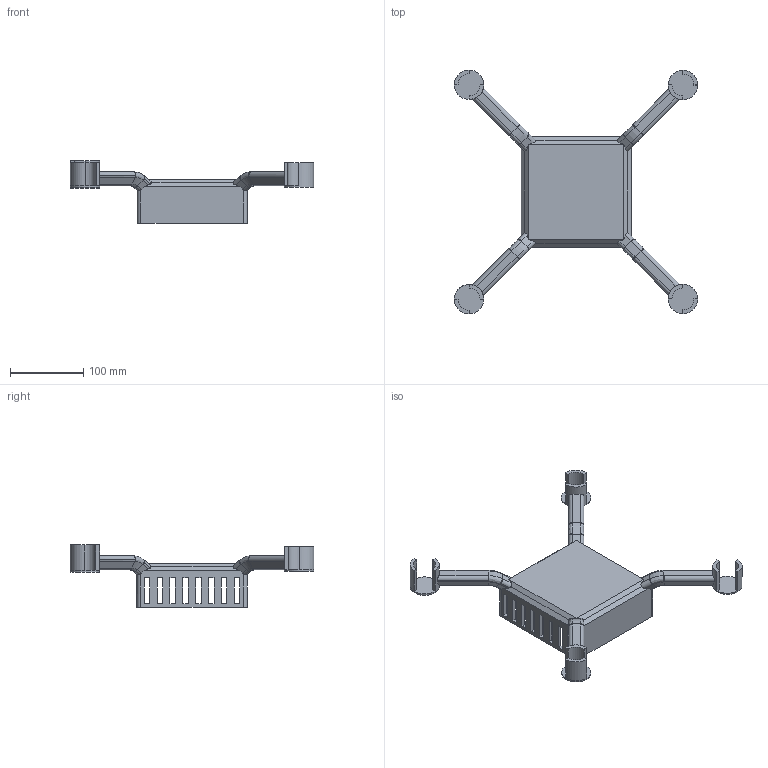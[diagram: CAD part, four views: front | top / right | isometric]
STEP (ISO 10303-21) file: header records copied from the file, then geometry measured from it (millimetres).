
FILE_DESCRIPTION (( 'STEP AP203' ), '1' );
FILE_NAME ('Quad design_Default_sldprt.STEP', '2020-08-31T14:56:16', ( '' ), ( '' ), 'SwSTEP 2.0', 'SolidWorks 2020', '' );
FILE_SCHEMA (( 'CONFIG_CONTROL_DESIGN' ));
Length unit declared in the file: centimetre
Products named in the file (1): Quad design_Default_sldprt
Bounding box: 331.52 x 332.25 x 85 mm (x, y, z)
Volume: 377447.9 mm3; surface area: 155672.8 mm2
Topology: 3 solids, 3 shells, 236 faces, 645 edges, 419 vertices
Faces by surface type: plane 141, cylinder 59, bspline 36
Entity records: 16803 total; most frequent: CARTESIAN_POINT 11193, ORIENTED_EDGE 1290, DIRECTION 922, EDGE_CURVE 645, VERTEX_POINT 419, LINE 414, VECTOR 414, EDGE_LOOP 272
